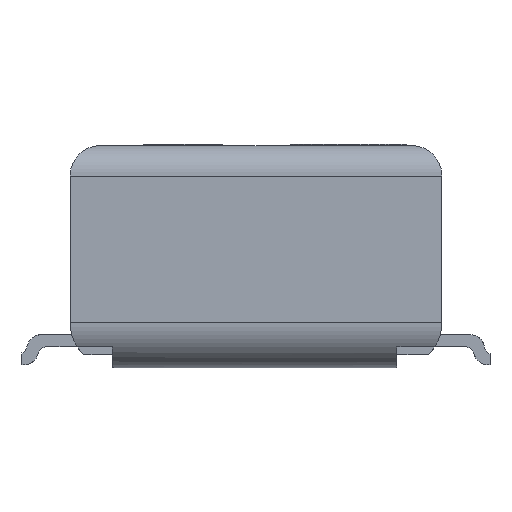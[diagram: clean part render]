
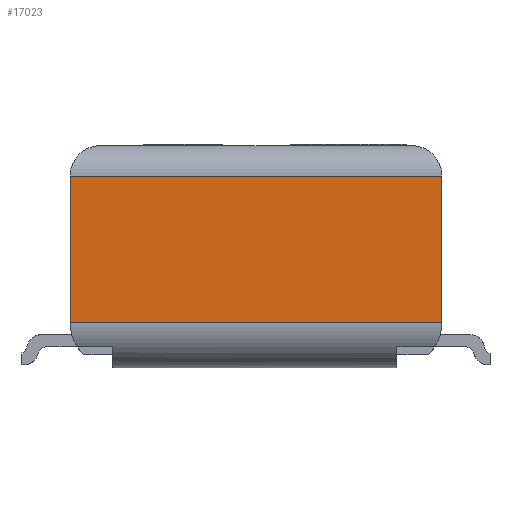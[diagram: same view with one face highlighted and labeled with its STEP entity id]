
A CAD part, front view. The second image highlights one B-rep face of the part: STEP entity #17023.
In plain terms, the highlighted planar face has unit normal (0, -1, 0).
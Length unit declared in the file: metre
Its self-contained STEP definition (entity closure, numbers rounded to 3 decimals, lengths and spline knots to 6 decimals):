
#4834=ORIENTED_EDGE('',*,*,#8183,.T.);
#4835=ORIENTED_EDGE('',*,*,#8185,.T.);
#4836=ORIENTED_EDGE('',*,*,#8176,.F.);
#4837=ORIENTED_EDGE('',*,*,#8186,.T.);
#8176=EDGE_CURVE('',#10023,#10024,#11661,.T.);
#8183=EDGE_CURVE('',#10028,#10027,#11668,.T.);
#8185=EDGE_CURVE('',#10027,#10024,#11670,.F.);
#8186=EDGE_CURVE('',#10023,#10028,#11671,.T.);
#10023=VERTEX_POINT('',#29873);
#10024=VERTEX_POINT('',#29874);
#10027=VERTEX_POINT('',#29885);
#10028=VERTEX_POINT('',#29887);
#11661=LINE('',#29872,#13264);
#11668=LINE('',#29886,#13271);
#11670=LINE('',#29890,#13273);
#11671=LINE('',#29891,#13274);
#13264=VECTOR('',#24177,1.);
#13271=VECTOR('',#24188,1.);
#13273=VECTOR('',#24192,1.);
#13274=VECTOR('',#24193,1.);
#14303=EDGE_LOOP('',(#4834,#4835,#4836,#4837));
#15240=FACE_BOUND('',#14303,.T.);
#15866=PLANE('',#20828);
#17023=ADVANCED_FACE('',(#15240),#15866,.T.);
#20828=AXIS2_PLACEMENT_3D('',#29889,#24190,#24191);
#24177=DIRECTION('',(0.,0.,-1.));
#24188=DIRECTION('',(0.,0.,-1.));
#24190=DIRECTION('',(0.,-1.,0.));
#24191=DIRECTION('',(0.,0.,-1.));
#24192=DIRECTION('',(-1.,0.,0.));
#24193=DIRECTION('',(-1.,0.,0.));
#29872=CARTESIAN_POINT('',(0.0061,-0.01385,0.0072));
#29873=CARTESIAN_POINT('',(0.0061,-0.01385,0.0062));
#29874=CARTESIAN_POINT('',(0.0061,-0.01385,0.0014));
#29885=CARTESIAN_POINT('',(-0.0061,-0.01385,0.0014));
#29886=CARTESIAN_POINT('',(-0.0061,-0.01385,0.0072));
#29887=CARTESIAN_POINT('',(-0.0061,-0.01385,0.0062));
#29889=CARTESIAN_POINT('',(0.,-0.01385,0.0072));
#29890=CARTESIAN_POINT('',(0.0061,-0.01385,0.0014));
#29891=CARTESIAN_POINT('',(0.,-0.01385,0.0062));
